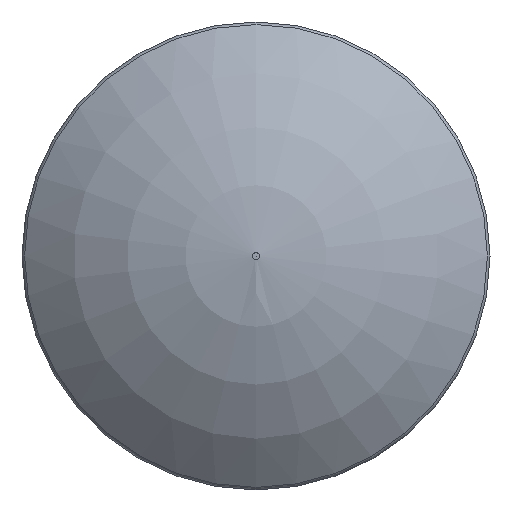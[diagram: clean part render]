
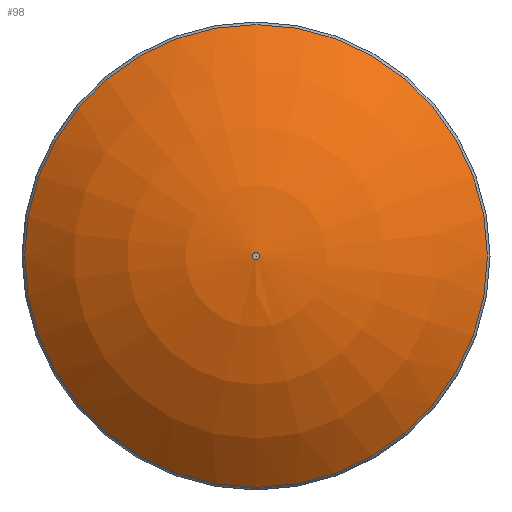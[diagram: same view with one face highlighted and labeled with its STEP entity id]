
A CAD part, left-side view. The second image highlights one B-rep face of the part: STEP entity #98.
In plain terms, the highlighted toroidal (fillet/blend) face has major radius 0.194 mm and minor radius 9.136 mm.
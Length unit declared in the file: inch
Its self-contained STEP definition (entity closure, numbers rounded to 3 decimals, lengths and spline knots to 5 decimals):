
#29 = DIRECTION ( 'NONE',  ( 0., 0., -1. ) ) ;
#47 = FACE_OUTER_BOUND ( 'NONE', #293, .T. ) ;
#62 = EDGE_CURVE ( 'NONE', #364, #364, #144, .T. ) ;
#89 = CIRCLE ( 'NONE', #209, 0.00349 ) ;
#90 = AXIS2_PLACEMENT_3D ( 'NONE', #211, #95, #311 ) ;
#95 = DIRECTION ( 'NONE',  ( 1., 0., 0. ) ) ;
#98 = ADVANCED_FACE ( 'NONE', ( #249, #47 ), #269, .T. ) ;
#128 = CARTESIAN_POINT ( 'NONE',  ( 0.00009, 0., 0. ) ) ;
#144 = CIRCLE ( 'NONE', #90, 0.23133 ) ;
#151 = DIRECTION ( 'NONE',  ( 0., 0., -1. ) ) ;
#163 = ORIENTED_EDGE ( 'NONE', *, *, #231, .T. ) ;
#209 = AXIS2_PLACEMENT_3D ( 'NONE', #128, #350, #151 ) ;
#211 = CARTESIAN_POINT ( 'NONE',  ( 0.09079, 0., 0. ) ) ;
#231 = EDGE_CURVE ( 'NONE', #260, #260, #89, .T. ) ;
#249 = FACE_OUTER_BOUND ( 'NONE', #393, .T. ) ;
#258 = CARTESIAN_POINT ( 'NONE',  ( 0.00009, 0., -0.00349 ) ) ;
#260 = VERTEX_POINT ( 'NONE', #258 ) ;
#269 = TOROIDAL_SURFACE ( 'NONE', #358, -0.00765, 0.35969 ) ;
#293 = EDGE_LOOP ( 'NONE', ( #339 ) ) ;
#311 = DIRECTION ( 'NONE',  ( 0., 0., -1. ) ) ;
#339 = ORIENTED_EDGE ( 'NONE', *, *, #62, .F. ) ;
#350 = DIRECTION ( 'NONE',  ( 1., 0., 0. ) ) ;
#358 = AXIS2_PLACEMENT_3D ( 'NONE', #408, #405, #29 ) ;
#364 = VERTEX_POINT ( 'NONE', #390 ) ;
#390 = CARTESIAN_POINT ( 'NONE',  ( 0.09079, 0., -0.23133 ) ) ;
#393 = EDGE_LOOP ( 'NONE', ( #163 ) ) ;
#405 = DIRECTION ( 'NONE',  ( 1., 0., 0. ) ) ;
#408 = CARTESIAN_POINT ( 'NONE',  ( 0.35961, 0., 0. ) ) ;
